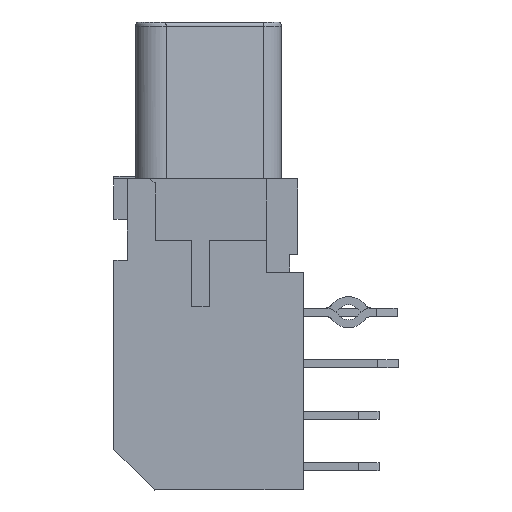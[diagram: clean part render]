
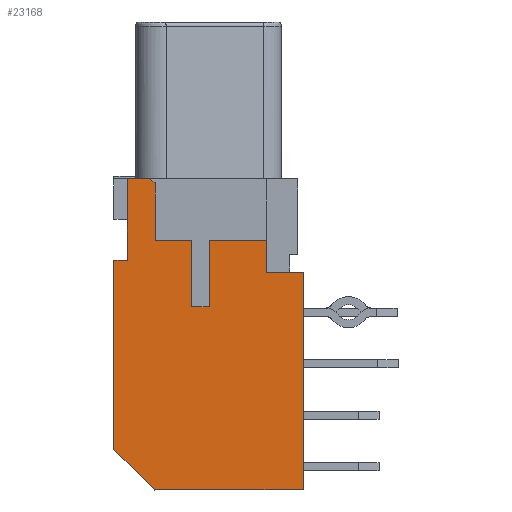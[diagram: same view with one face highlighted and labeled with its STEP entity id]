
A CAD part, left-side view. The second image highlights one B-rep face of the part: STEP entity #23168.
In plain terms, the highlighted planar face has unit normal (-1, 0, 0).
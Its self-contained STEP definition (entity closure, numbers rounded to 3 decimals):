
#10160=CARTESIAN_POINT('',(-16.365,3.,4.3));
#10161=VERTEX_POINT('',#10160);
#10168=CARTESIAN_POINT('',(-16.365,2.173,4.3));
#10169=VERTEX_POINT('',#10168);
#10170=CARTESIAN_POINT('',(-16.365,3.,4.3));
#10171=DIRECTION('',(0.,-1.,0.));
#10172=VECTOR('',#10171,0.827);
#10173=LINE('',#10170,#10172);
#10174=EDGE_CURVE('',#10161,#10169,#10173,.T.);
#23007=CARTESIAN_POINT('',(-16.365,3.,1.3));
#23008=VERTEX_POINT('',#23007);
#23009=CARTESIAN_POINT('',(-16.365,3.,1.3));
#23010=DIRECTION('',(0.,0.,1.));
#23011=VECTOR('',#23010,3.);
#23012=LINE('',#23009,#23011);
#23013=EDGE_CURVE('',#23008,#10161,#23012,.T.);
#23049=CARTESIAN_POINT('',(-16.365,0.,-1.45));
#23050=DIRECTION('',(0.,0.,-1.));
#23051=DIRECTION('',(-1.,-0.,-0.));
#23052=AXIS2_PLACEMENT_3D('',#23049,#23051,#23050);
#23053=PLANE('',#23052);
#23054=CARTESIAN_POINT('',(-16.365,-0.03,-0.427));
#23055=VERTEX_POINT('',#23054);
#23056=CARTESIAN_POINT('',(-16.365,0.63,-0.427));
#23057=VERTEX_POINT('',#23056);
#23058=CARTESIAN_POINT('',(-16.365,-0.03,-0.427));
#23059=DIRECTION('',(0.,1.,0.));
#23060=VECTOR('',#23059,0.66);
#23061=LINE('',#23058,#23060);
#23062=EDGE_CURVE('',#23055,#23057,#23061,.T.);
#23063=ORIENTED_EDGE('',*,*,#23062,.T.);
#23064=CARTESIAN_POINT('',(-16.365,0.63,2.035));
#23065=VERTEX_POINT('',#23064);
#23066=CARTESIAN_POINT('',(-16.365,0.63,-0.427));
#23067=DIRECTION('',(0.,0.,1.));
#23068=VECTOR('',#23067,2.462);
#23069=LINE('',#23066,#23068);
#23070=EDGE_CURVE('',#23057,#23065,#23069,.T.);
#23071=ORIENTED_EDGE('',*,*,#23070,.T.);
#23072=CARTESIAN_POINT('',(-16.365,1.973,2.035));
#23073=VERTEX_POINT('',#23072);
#23074=CARTESIAN_POINT('',(-16.365,0.63,2.035));
#23075=DIRECTION('',(0.,1.,0.));
#23076=VECTOR('',#23075,1.343);
#23077=LINE('',#23074,#23076);
#23078=EDGE_CURVE('',#23065,#23073,#23077,.T.);
#23079=ORIENTED_EDGE('',*,*,#23078,.T.);
#23080=CARTESIAN_POINT('',(-16.365,1.973,4.15));
#23081=VERTEX_POINT('',#23080);
#23082=CARTESIAN_POINT('',(-16.365,1.973,2.035));
#23083=DIRECTION('',(0.,0.,1.));
#23084=VECTOR('',#23083,2.115);
#23085=LINE('',#23082,#23084);
#23086=EDGE_CURVE('',#23073,#23081,#23085,.T.);
#23087=ORIENTED_EDGE('',*,*,#23086,.T.);
#23088=CARTESIAN_POINT('',(-16.365,1.973,4.15));
#23089=DIRECTION('',(0.,0.8,0.6));
#23090=VECTOR('',#23089,0.25);
#23091=LINE('',#23088,#23090);
#23092=EDGE_CURVE('',#23081,#10169,#23091,.T.);
#23093=ORIENTED_EDGE('',*,*,#23092,.T.);
#23094=ORIENTED_EDGE('',*,*,#10174,.F.);
#23095=ORIENTED_EDGE('',*,*,#23013,.F.);
#23096=CARTESIAN_POINT('',(-16.365,3.5,1.3));
#23097=VERTEX_POINT('',#23096);
#23098=CARTESIAN_POINT('',(-16.365,3.,1.3));
#23099=DIRECTION('',(0.,1.,0.));
#23100=VECTOR('',#23099,0.5);
#23101=LINE('',#23098,#23100);
#23102=EDGE_CURVE('',#23008,#23097,#23101,.T.);
#23103=ORIENTED_EDGE('',*,*,#23102,.T.);
#23104=CARTESIAN_POINT('',(-16.365,3.5,-5.7));
#23105=VERTEX_POINT('',#23104);
#23106=CARTESIAN_POINT('',(-16.365,3.5,1.3));
#23107=DIRECTION('',(0.,0.,-1.));
#23108=VECTOR('',#23107,7.);
#23109=LINE('',#23106,#23108);
#23110=EDGE_CURVE('',#23097,#23105,#23109,.T.);
#23111=ORIENTED_EDGE('',*,*,#23110,.T.);
#23112=CARTESIAN_POINT('',(-16.365,2.,-7.2));
#23113=VERTEX_POINT('',#23112);
#23114=CARTESIAN_POINT('',(-16.365,3.5,-5.7));
#23115=DIRECTION('',(0.,-0.707,-0.707));
#23116=VECTOR('',#23115,2.121);
#23117=LINE('',#23114,#23116);
#23118=EDGE_CURVE('',#23105,#23113,#23117,.T.);
#23119=ORIENTED_EDGE('',*,*,#23118,.T.);
#23120=CARTESIAN_POINT('',(-16.365,-3.5,-7.2));
#23121=VERTEX_POINT('',#23120);
#23122=CARTESIAN_POINT('',(-16.365,2.,-7.2));
#23123=DIRECTION('',(0.,-1.,0.));
#23124=VECTOR('',#23123,5.5);
#23125=LINE('',#23122,#23124);
#23126=EDGE_CURVE('',#23113,#23121,#23125,.T.);
#23127=ORIENTED_EDGE('',*,*,#23126,.T.);
#23128=CARTESIAN_POINT('',(-16.365,-3.5,0.835));
#23129=VERTEX_POINT('',#23128);
#23130=CARTESIAN_POINT('',(-16.365,-3.5,-7.2));
#23131=DIRECTION('',(0.,0.,1.));
#23132=VECTOR('',#23131,8.035);
#23133=LINE('',#23130,#23132);
#23134=EDGE_CURVE('',#23121,#23129,#23133,.T.);
#23135=ORIENTED_EDGE('',*,*,#23134,.T.);
#23136=CARTESIAN_POINT('',(-16.365,-2.15,0.835));
#23137=VERTEX_POINT('',#23136);
#23138=CARTESIAN_POINT('',(-16.365,-3.5,0.835));
#23139=DIRECTION('',(0.,1.,0.));
#23140=VECTOR('',#23139,1.35);
#23141=LINE('',#23138,#23140);
#23142=EDGE_CURVE('',#23129,#23137,#23141,.T.);
#23143=ORIENTED_EDGE('',*,*,#23142,.T.);
#23144=CARTESIAN_POINT('',(-16.365,-2.15,2.035));
#23145=VERTEX_POINT('',#23144);
#23146=CARTESIAN_POINT('',(-16.365,-2.15,0.835));
#23147=DIRECTION('',(0.,0.,1.));
#23148=VECTOR('',#23147,1.2);
#23149=LINE('',#23146,#23148);
#23150=EDGE_CURVE('',#23137,#23145,#23149,.T.);
#23151=ORIENTED_EDGE('',*,*,#23150,.T.);
#23152=CARTESIAN_POINT('',(-16.365,-0.03,2.035));
#23153=VERTEX_POINT('',#23152);
#23154=CARTESIAN_POINT('',(-16.365,-2.15,2.035));
#23155=DIRECTION('',(0.,1.,0.));
#23156=VECTOR('',#23155,2.12);
#23157=LINE('',#23154,#23156);
#23158=EDGE_CURVE('',#23145,#23153,#23157,.T.);
#23159=ORIENTED_EDGE('',*,*,#23158,.T.);
#23160=CARTESIAN_POINT('',(-16.365,-0.03,2.035));
#23161=DIRECTION('',(0.,0.,-1.));
#23162=VECTOR('',#23161,2.462);
#23163=LINE('',#23160,#23162);
#23164=EDGE_CURVE('',#23153,#23055,#23163,.T.);
#23165=ORIENTED_EDGE('',*,*,#23164,.T.);
#23166=EDGE_LOOP('',(#23063,#23071,#23079,#23087,#23093,#23094,#23095,#23103,#23111,#23119,#23127,#23135,#23143,#23151,#23159,#23165));
#23167=FACE_OUTER_BOUND('',#23166,.T.);
#23168=ADVANCED_FACE('',(#23167),#23053,.T.);
